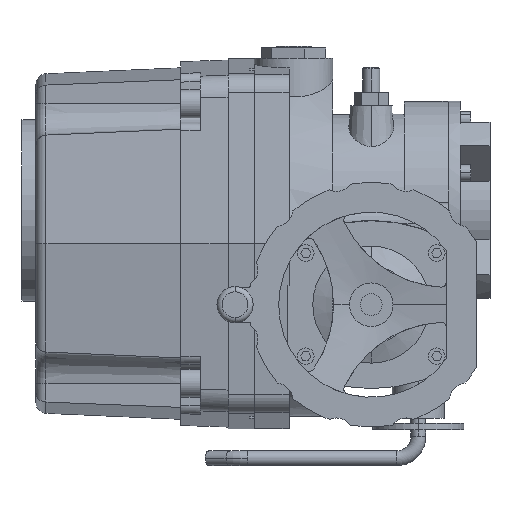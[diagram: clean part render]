
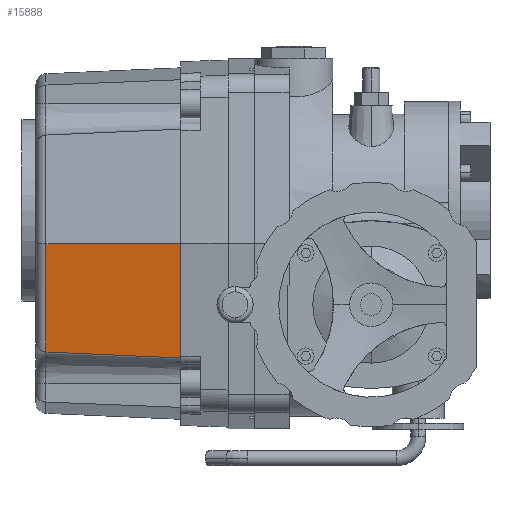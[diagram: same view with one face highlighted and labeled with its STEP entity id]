
A CAD part, left-side view. The second image highlights one B-rep face of the part: STEP entity #15888.
In plain terms, the highlighted planar face has unit normal (-0.994, 0.044, -0.103).
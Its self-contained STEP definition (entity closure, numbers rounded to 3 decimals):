
#688 = EDGE_CURVE ( 'NONE', #14869, #14056, #4866, .T. ) ;
#1655 = EDGE_LOOP ( 'NONE', ( #20626, #5170, #19476, #17510 ) ) ;
#1687 = VECTOR ( 'NONE', #14590, 1000. ) ;
#2777 = DIRECTION ( 'NONE',  ( -0.104, 0., 0.995 ) ) ;
#4345 = LINE ( 'NONE', #24078, #19548 ) ;
#4794 = EDGE_CURVE ( 'NONE', #14869, #13516, #14795, .T. ) ;
#4866 = LINE ( 'NONE', #6002, #24578 ) ;
#4929 = EDGE_CURVE ( 'NONE', #6370, #13516, #16889, .T. ) ;
#5170 = ORIENTED_EDGE ( 'NONE', *, *, #688, .T. ) ;
#6002 = CARTESIAN_POINT ( 'NONE',  ( -127.289, 254.262, -80.902 ) ) ;
#6370 = VERTEX_POINT ( 'NONE', #6774 ) ;
#6774 = CARTESIAN_POINT ( 'NONE',  ( -130.305, 177., -84.5 ) ) ;
#8470 = PLANE ( 'NONE',  #8485 ) ;
#8485 = AXIS2_PLACEMENT_3D ( 'NONE', #10392, #14199, #2777 ) ;
#8742 = EDGE_CURVE ( 'NONE', #14056, #6370, #4345, .T. ) ;
#9226 = CARTESIAN_POINT ( 'NONE',  ( -137.128, 177., -19. ) ) ;
#10357 = CARTESIAN_POINT ( 'NONE',  ( -133.737, 254.262, -19. ) ) ;
#10392 = CARTESIAN_POINT ( 'NONE',  ( -130.305, 177., -84.5 ) ) ;
#12696 = CARTESIAN_POINT ( 'NONE',  ( -130.305, 177., -84.5 ) ) ;
#13516 = VERTEX_POINT ( 'NONE', #9226 ) ;
#14056 = VERTEX_POINT ( 'NONE', #17076 ) ;
#14199 = DIRECTION ( 'NONE',  ( -0.994, 0.044, -0.104 ) ) ;
#14590 = DIRECTION ( 'NONE',  ( -0.104, 0., 0.995 ) ) ;
#14795 = LINE ( 'NONE', #21827, #19312 ) ;
#14869 = VERTEX_POINT ( 'NONE', #10357 ) ;
#15888 = ADVANCED_FACE ( 'NONE', ( #20603 ), #8470, .T. ) ;
#16889 = LINE ( 'NONE', #12696, #1687 ) ;
#17076 = CARTESIAN_POINT ( 'NONE',  ( -127.265, 254.262, -81.127 ) ) ;
#17510 = ORIENTED_EDGE ( 'NONE', *, *, #4929, .T. ) ;
#19312 = VECTOR ( 'NONE', #23736, 1000. ) ;
#19476 = ORIENTED_EDGE ( 'NONE', *, *, #8742, .T. ) ;
#19548 = VECTOR ( 'NONE', #20336, 1000. ) ;
#20336 = DIRECTION ( 'NONE',  ( -0.039, -0.998, -0.044 ) ) ;
#20603 = FACE_OUTER_BOUND ( 'NONE', #1655, .T. ) ;
#20626 = ORIENTED_EDGE ( 'NONE', *, *, #4794, .F. ) ;
#21268 = DIRECTION ( 'NONE',  ( 0.104, 0., -0.995 ) ) ;
#21827 = CARTESIAN_POINT ( 'NONE',  ( -137.128, 177., -19. ) ) ;
#23736 = DIRECTION ( 'NONE',  ( -0.044, -0.999, 0. ) ) ;
#24078 = CARTESIAN_POINT ( 'NONE',  ( -130.305, 177., -84.5 ) ) ;
#24578 = VECTOR ( 'NONE', #21268, 1000. ) ;
